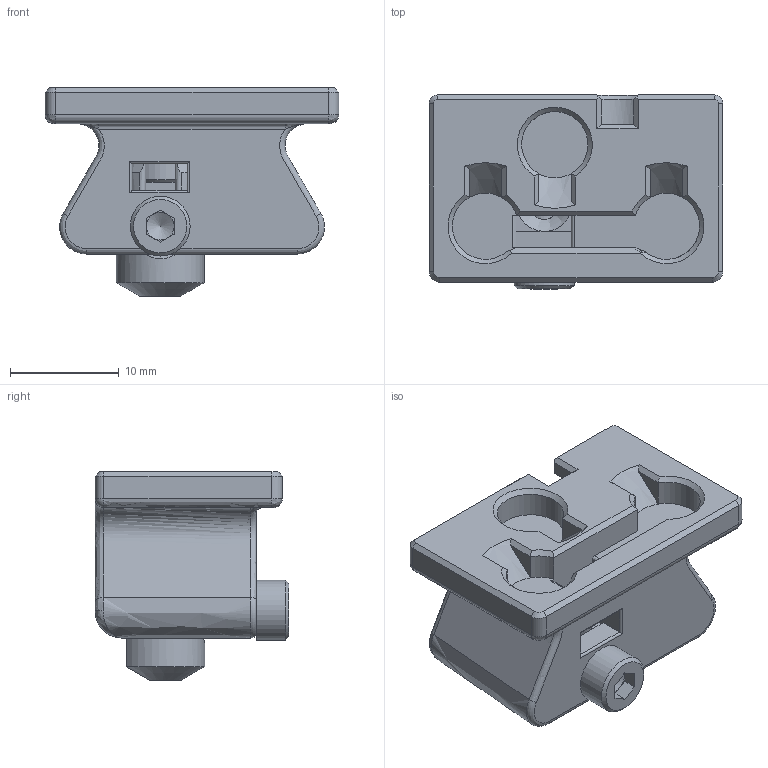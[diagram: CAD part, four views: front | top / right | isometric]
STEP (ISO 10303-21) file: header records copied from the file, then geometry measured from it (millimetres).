
FILE_DESCRIPTION(/* description */ (''),/* implementation_level */ '2;1');
FILE_NAME(/* name */ 'BFP_Unklicky_Probe v6.step',/* time_stamp */ '2022-04-02T21:48:38+01:00',/* author */ (''),/* organization */ (''),/* preprocessor_version */ 'ST-DEVELOPER v18.1',/* originating_system */ 'Autodesk Translation Framework v10.13.0.1454',/* authorisation */ '');
FILE_SCHEMA (('AUTOMOTIVE_DESIGN { 1 0 10303 214 3 1 1 }'));
Length unit declared in the file: millimetre
Products named in the file (6): BFP_Unklicky_Probe; Unklicky; Thicc Unklicky; Pin; Pin Magnet; M3x16 SHCS
Assembly tree (5 placements, depth 3):
  BFP_Unklicky_Probe
    Unklicky
      Thicc Unklicky
      Pin
      Pin Magnet
    M3x16 SHCS
Bounding box: 27.03 x 17.82 x 19.18 mm (x, y, z)
Volume: 4234.4 mm3; surface area: 3626.6 mm2
Topology: 4 solids, 4 shells, 287 faces, 757 edges, 476 vertices
Faces by surface type: plane 128, bspline 77, cylinder 50, cone 22, torus 9, sphere 1
Full cylindrical faces by diameter (mm): 3 x4, 5.5 x1, 6 x1, 8.5 x1
Entity records: 13290 total; most frequent: CARTESIAN_POINT 6607, ORIENTED_EDGE 1498, DIRECTION 1142, EDGE_CURVE 749, VERTEX_POINT 476, AXIS2_PLACEMENT_3D 387, LINE 368, VECTOR 368
